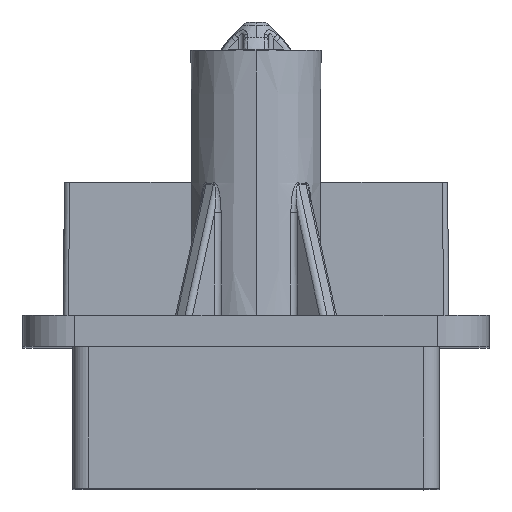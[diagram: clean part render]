
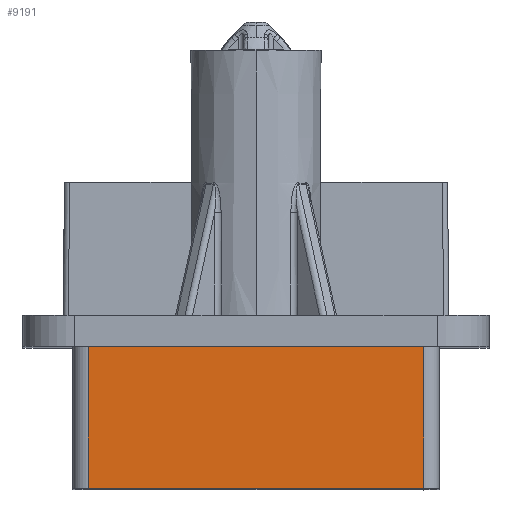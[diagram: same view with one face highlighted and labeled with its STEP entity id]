
A CAD part, top view. The second image highlights one B-rep face of the part: STEP entity #9191.
In plain terms, the highlighted planar face has unit normal (0, 0, 1).
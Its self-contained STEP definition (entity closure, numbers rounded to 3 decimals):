
#863=DIRECTION('',(-1.,0.,0.));
#864=VECTOR('',#863,32.4);
#865=CARTESIAN_POINT('',(16.2,-13.7,46.6));
#866=LINE('',#865,#864);
#885=DIRECTION('',(0.,1.,0.));
#886=VECTOR('',#885,13.7);
#887=CARTESIAN_POINT('',(-16.2,-13.7,46.6));
#888=LINE('',#887,#886);
#899=DIRECTION('',(-1.,0.,0.));
#900=VECTOR('',#899,32.4);
#901=CARTESIAN_POINT('',(16.2,0.,46.6));
#902=LINE('',#901,#900);
#913=DIRECTION('',(0.,-1.,0.));
#914=VECTOR('',#913,13.7);
#915=CARTESIAN_POINT('',(16.2,0.,46.6));
#916=LINE('',#915,#914);
#7973=CARTESIAN_POINT('',(16.2,-13.7,46.6));
#7974=VERTEX_POINT('',#7973);
#7975=CARTESIAN_POINT('',(-16.2,-13.7,
46.6));
#7976=VERTEX_POINT('',#7975);
#8092=CARTESIAN_POINT('',(16.2,0.,46.6));
#8093=VERTEX_POINT('',#8092);
#8094=CARTESIAN_POINT('',(-16.2,0.,46.6));
#8095=VERTEX_POINT('',#8094);
#9179=CARTESIAN_POINT('',(16.2,0.,46.6));
#9180=DIRECTION('',(0.,0.,1.));
#9181=DIRECTION('',(-1.,0.,0.));
#9182=AXIS2_PLACEMENT_3D('',#9179,#9180,#9181);
#9183=PLANE('',#9182);
#9184=ORIENTED_EDGE('',*,*,#8939,.F.);
#9186=ORIENTED_EDGE('',*,*,#9185,.T.);
#9187=ORIENTED_EDGE('',*,*,#9157,.T.);
#9188=ORIENTED_EDGE('',*,*,#9172,.T.);
#9189=EDGE_LOOP('',(#9184,#9186,#9187,#9188));
#9190=FACE_OUTER_BOUND('',#9189,.F.);
#9191=ADVANCED_FACE('',(#9190),#9183,.T.);
#8939=EDGE_CURVE('',#8093,#8095,#902,.T.);
#9157=EDGE_CURVE('',#7974,#7976,#866,.T.);
#9172=EDGE_CURVE('',#7976,#8095,#888,.T.);
#9185=EDGE_CURVE('',#8093,#7974,#916,.T.);
